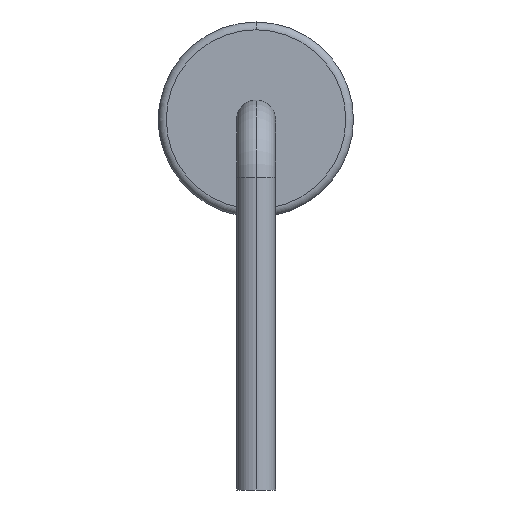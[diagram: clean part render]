
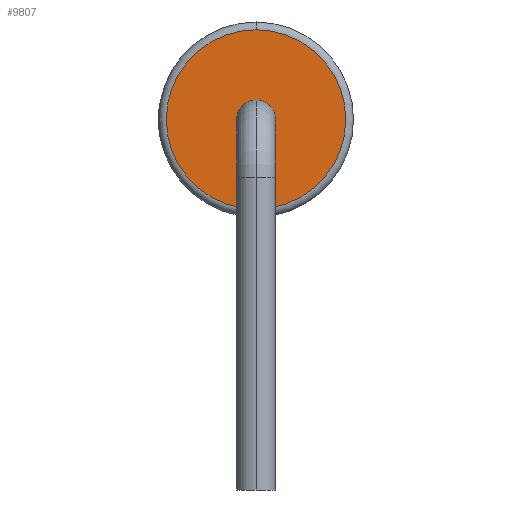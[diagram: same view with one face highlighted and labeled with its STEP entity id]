
A CAD part, left-side view. The second image highlights one B-rep face of the part: STEP entity #9807.
In plain terms, the highlighted planar face has unit normal (-1, 0, 0).
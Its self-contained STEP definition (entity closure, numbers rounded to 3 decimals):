
#1 = ORIENTED_EDGE ( 'NONE', *, *, #11441, .T. ) ;
#372 = CIRCLE ( 'NONE', #5477, 0.25 ) ;
#897 = EDGE_CURVE ( 'NONE', #12942, #6517, #2406, .T. ) ;
#1082 = AXIS2_PLACEMENT_3D ( 'NONE', #8316, #7276, #11314 ) ;
#1174 = FACE_OUTER_BOUND ( 'NONE', #9321, .T. ) ;
#1182 = ORIENTED_EDGE ( 'NONE', *, *, #11260, .T. ) ;
#2406 = CIRCLE ( 'NONE', #1082, 0.25 ) ;
#2770 = CARTESIAN_POINT ( 'NONE',  ( -2., 0., 0. ) ) ;
#2827 = ORIENTED_EDGE ( 'NONE', *, *, #5255, .T. ) ;
#3669 = AXIS2_PLACEMENT_3D ( 'NONE', #7515, #4192, #6225 ) ;
#4192 = DIRECTION ( 'NONE',  ( -1., 0., 0. ) ) ;
#4377 = DIRECTION ( 'NONE',  ( -1., 0., 0. ) ) ;
#4439 = CARTESIAN_POINT ( 'NONE',  ( -2., 0., 0.25 ) ) ;
#4502 = FACE_BOUND ( 'NONE', #4858, .T. ) ;
#4716 = ORIENTED_EDGE ( 'NONE', *, *, #897, .T. ) ;
#4858 = EDGE_LOOP ( 'NONE', ( #4716, #1 ) ) ;
#4870 = VERTEX_POINT ( 'NONE', #7719 ) ;
#5155 = CIRCLE ( 'NONE', #10305, 1.15 ) ;
#5255 = EDGE_CURVE ( 'NONE', #10471, #4870, #5155, .T. ) ;
#5477 = AXIS2_PLACEMENT_3D ( 'NONE', #2770, #5793, #5731 ) ;
#5731 = DIRECTION ( 'NONE',  ( 0., 0., 1. ) ) ;
#5793 = DIRECTION ( 'NONE',  ( 1., 0., 0. ) ) ;
#6225 = DIRECTION ( 'NONE',  ( 0., 0., 1. ) ) ;
#6517 = VERTEX_POINT ( 'NONE', #13498 ) ;
#7276 = DIRECTION ( 'NONE',  ( 1., 0., 0. ) ) ;
#7323 = DIRECTION ( 'NONE',  ( -1., 0., 0. ) ) ;
#7515 = CARTESIAN_POINT ( 'NONE',  ( -2., 0., 0. ) ) ;
#7685 = DIRECTION ( 'NONE',  ( 0., 0., -1. ) ) ;
#7719 = CARTESIAN_POINT ( 'NONE',  ( -2., 0., -1.15 ) ) ;
#8182 = CIRCLE ( 'NONE', #3669, 1.15 ) ;
#8297 = DIRECTION ( 'NONE',  ( 0., 0., 1. ) ) ;
#8316 = CARTESIAN_POINT ( 'NONE',  ( -2., 0., 0. ) ) ;
#8363 = CARTESIAN_POINT ( 'NONE',  ( -2., 0., 0. ) ) ;
#8874 = CARTESIAN_POINT ( 'NONE',  ( -2., 0., 0. ) ) ;
#9043 = AXIS2_PLACEMENT_3D ( 'NONE', #8874, #4377, #7685 ) ;
#9321 = EDGE_LOOP ( 'NONE', ( #2827, #1182 ) ) ;
#9800 = CARTESIAN_POINT ( 'NONE',  ( -2., 0., 1.15 ) ) ;
#9807 = ADVANCED_FACE ( 'NONE', ( #4502, #1174 ), #10949, .T. ) ;
#10305 = AXIS2_PLACEMENT_3D ( 'NONE', #8363, #7323, #8297 ) ;
#10471 = VERTEX_POINT ( 'NONE', #9800 ) ;
#10949 = PLANE ( 'NONE',  #9043 ) ;
#11260 = EDGE_CURVE ( 'NONE', #4870, #10471, #8182, .T. ) ;
#11314 = DIRECTION ( 'NONE',  ( 0., 0., 1. ) ) ;
#11441 = EDGE_CURVE ( 'NONE', #6517, #12942, #372, .T. ) ;
#12942 = VERTEX_POINT ( 'NONE', #4439 ) ;
#13498 = CARTESIAN_POINT ( 'NONE',  ( -2., 0., -0.25 ) ) ;
